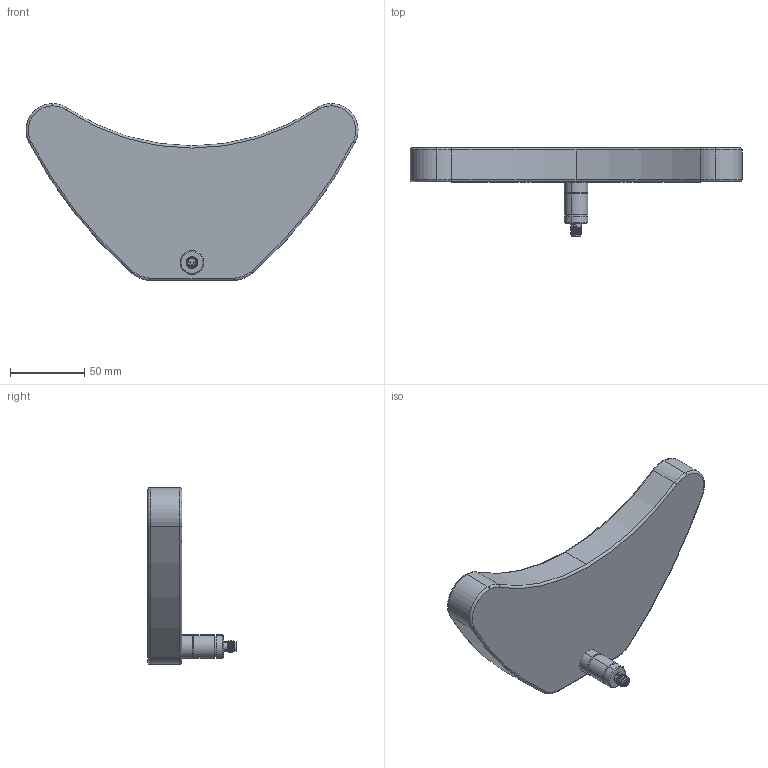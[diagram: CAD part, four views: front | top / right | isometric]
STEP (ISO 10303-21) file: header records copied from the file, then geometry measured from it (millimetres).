
FILE_DESCRIPTION (( 'STEP AP203' ), '1' );
FILE_NAME ('ABE-SLV-120_outline.STEP', '2022-03-31T11:09:18', ( '' ), ( '' ), 'SwSTEP 2.0', 'SolidWorks 2020', '' );
FILE_SCHEMA (( 'CONFIG_CONTROL_DESIGN' ));
Length unit declared in the file: millimetre
Products named in the file (1): ABE-SLV-120_outline
Bounding box: 223.6 x 59.5 x 119.01 mm (x, y, z)
Surface area: 52839.3 mm2 (no closed solid volume)
Topology: 0 solids, 9 shells, 120 faces, 321 edges, 205 vertices
Faces by surface type: cylinder 67, plane 21, torus 18, cone 8, bspline 6
Entity records: 4392 total; most frequent: CARTESIAN_POINT 1290, DIRECTION 716, ORIENTED_EDGE 563, EDGE_CURVE 313, AXIS2_PLACEMENT_3D 313, VERTEX_POINT 205, CIRCLE 198, EDGE_LOOP 136
